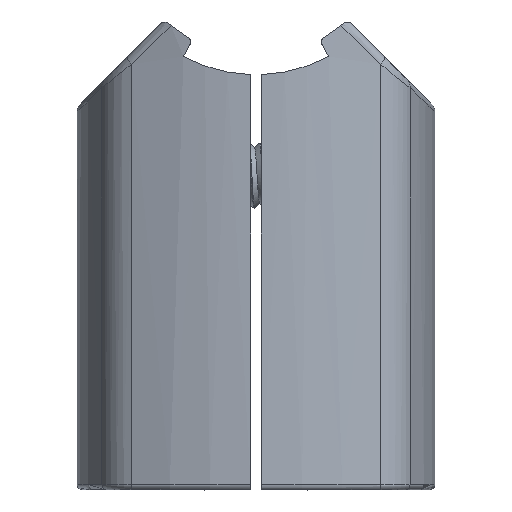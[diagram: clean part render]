
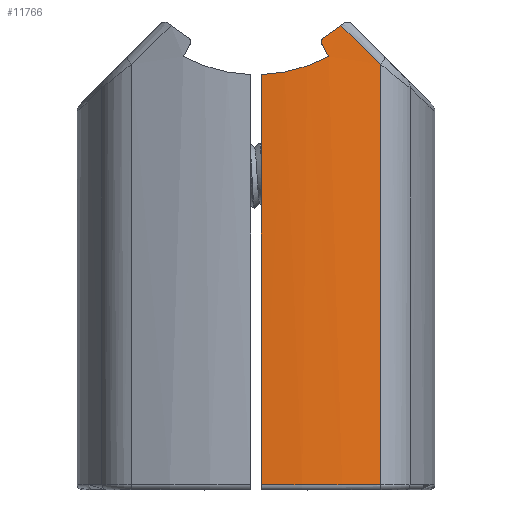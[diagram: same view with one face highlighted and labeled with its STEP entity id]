
A CAD part, front view. The second image highlights one B-rep face of the part: STEP entity #11766.
In plain terms, the highlighted cylindrical face has radius 30 mm (diameter 60 mm), a partial arc.
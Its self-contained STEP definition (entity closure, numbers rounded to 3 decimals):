
#439 = ORIENTED_EDGE ( 'NONE', *, *, #7554, .T. ) ;
#565 = VERTEX_POINT ( 'NONE', #25072 ) ;
#654 = CARTESIAN_POINT ( 'NONE',  ( 6.1, -34.373, 41.088 ) ) ;
#992 = VERTEX_POINT ( 'NONE', #3039 ) ;
#1101 = CARTESIAN_POINT ( 'NONE',  ( 5.723, -34.454, 39.493 ) ) ;
#1603 = CARTESIAN_POINT ( 'NONE',  ( 7.824, -33.962, 42.816 ) ) ;
#1678 = CARTESIAN_POINT ( 'NONE',  ( 7.662, -34.006, 42.685 ) ) ;
#1780 = CARTESIAN_POINT ( 'NONE',  ( 11.506, -32.706, 39.256 ) ) ;
#2195 = EDGE_LOOP ( 'NONE', ( #7123, #2380, #16920, #439, #25638, #19323, #6053, #18543 ) ) ;
#2232 = B_SPLINE_CURVE_WITH_KNOTS ( 'NONE', 3,
 ( #8072, #19656, #26411, #10556 ),
 .UNSPECIFIED., .F., .F.,
 ( 4, 4 ),
 ( 0., 1. ),
 .UNSPECIFIED. ) ;
#2348 = B_SPLINE_CURVE_WITH_KNOTS ( 'NONE', 3,
 ( #1780, #18422, #25478, #27483 ),
 .UNSPECIFIED., .F., .F.,
 ( 4, 4 ),
 ( 0., 1. ),
 .UNSPECIFIED. ) ;
#2380 = ORIENTED_EDGE ( 'NONE', *, *, #25085, .T. ) ;
#3039 = CARTESIAN_POINT ( 'NONE',  ( 0.5, -34.996, 38.309 ) ) ;
#3552 = CARTESIAN_POINT ( 'NONE',  ( 3.942, -34.741, 38.855 ) ) ;
#4134 = CARTESIAN_POINT ( 'NONE',  ( 7.824, -33.962, 42.816 ) ) ;
#4280 = CARTESIAN_POINT ( 'NONE',  ( 7.332, -34.092, 42.432 ) ) ;
#4864 = CARTESIAN_POINT ( 'NONE',  ( 6.694, -34.244, 39.977 ) ) ;
#5170 = FACE_OUTER_BOUND ( 'NONE', #2195, .T. ) ;
#5185 = VERTEX_POINT ( 'NONE', #4864 ) ;
#5935 = DIRECTION ( 'NONE',  ( 0., 0., 1. ) ) ;
#6053 = ORIENTED_EDGE ( 'NONE', *, *, #21101, .F. ) ;
#6296 = CARTESIAN_POINT ( 'NONE',  ( 6.214, -34.353, 39.72 ) ) ;
#7123 = ORIENTED_EDGE ( 'NONE', *, *, #24804, .T. ) ;
#7420 = DIRECTION ( 'NONE',  ( 0.384, -0.924, 0. ) ) ;
#7554 = EDGE_CURVE ( 'NONE', #5185, #992, #23059, .T. ) ;
#7703 = VECTOR ( 'NONE', #14801, 1000. ) ;
#8072 = CARTESIAN_POINT ( 'NONE',  ( 6.1, -34.373, 41.088 ) ) ;
#8480 = B_SPLINE_CURVE_WITH_KNOTS ( 'NONE', 3,
 ( #4134, #1678, #4280, #10930, #27082, #20325 ),
 .UNSPECIFIED., .F., .F.,
 ( 4, 1, 1, 4 ),
 ( 0., 0.333, 0.667, 1. ),
 .UNSPECIFIED. ) ;
#8931 = CARTESIAN_POINT ( 'NONE',  ( 0.5, -34.996, 38.309 ) ) ;
#9899 = DIRECTION ( 'NONE',  ( 0., 0., -1. ) ) ;
#9981 = CYLINDRICAL_SURFACE ( 'NONE', #29795, 30. ) ;
#10347 = CARTESIAN_POINT ( 'NONE',  ( 6.289, -34.333, 41.755 ) ) ;
#10497 = CARTESIAN_POINT ( 'NONE',  ( 4.202, -34.705, 38.933 ) ) ;
#10556 = CARTESIAN_POINT ( 'NONE',  ( 6.694, -34.244, 39.977 ) ) ;
#10563 = VECTOR ( 'NONE', #17915, 1000. ) ;
#10930 = CARTESIAN_POINT ( 'NONE',  ( 6.819, -34.216, 42.077 ) ) ;
#11469 = CARTESIAN_POINT ( 'NONE',  ( 6.1, -34.373, 41.088 ) ) ;
#11766 = ADVANCED_FACE ( 'NONE', ( #5170 ), #9981, .T. ) ;
#11806 = VERTEX_POINT ( 'NONE', #15491 ) ;
#13600 = B_SPLINE_CURVE_WITH_KNOTS ( 'NONE', 3,
 ( #10347, #24367, #18721, #25646, #28082, #654 ),
 .UNSPECIFIED., .F., .F.,
 ( 4, 2, 4 ),
 ( 0., 0.5, 1. ),
 .UNSPECIFIED. ) ;
#14518 = EDGE_CURVE ( 'NONE', #565, #992, #27743, .T. ) ;
#14801 = DIRECTION ( 'NONE',  ( 0., 0., -1. ) ) ;
#14892 = EDGE_CURVE ( 'NONE', #24499, #565, #28729, .T. ) ;
#15491 = CARTESIAN_POINT ( 'NONE',  ( 11.506, -32.706, 39.256 ) ) ;
#15713 = CARTESIAN_POINT ( 'NONE',  ( 4.969, -34.587, 39.195 ) ) ;
#15912 = CARTESIAN_POINT ( 'NONE',  ( 0.5, -34.996, 0.5 ) ) ;
#15937 = VERTEX_POINT ( 'NONE', #17503 ) ;
#16920 = ORIENTED_EDGE ( 'NONE', *, *, #25247, .T. ) ;
#17503 = CARTESIAN_POINT ( 'NONE',  ( 6.289, -34.333, 41.755 ) ) ;
#17645 = CARTESIAN_POINT ( 'NONE',  ( 0., -5., 0. ) ) ;
#17915 = DIRECTION ( 'NONE',  ( 0., 0., 1. ) ) ;
#18422 = CARTESIAN_POINT ( 'NONE',  ( 10.383, -33.172, 40.341 ) ) ;
#18543 = ORIENTED_EDGE ( 'NONE', *, *, #22335, .T. ) ;
#18721 = CARTESIAN_POINT ( 'NONE',  ( 6.095, -34.374, 41.583 ) ) ;
#19323 = ORIENTED_EDGE ( 'NONE', *, *, #14892, .F. ) ;
#19656 = CARTESIAN_POINT ( 'NONE',  ( 6.298, -34.332, 40.717 ) ) ;
#20035 = CARTESIAN_POINT ( 'NONE',  ( 2.639, -34.902, 38.506 ) ) ;
#20325 = CARTESIAN_POINT ( 'NONE',  ( 6.289, -34.333, 41.755 ) ) ;
#21101 = EDGE_CURVE ( 'NONE', #11806, #24499, #26783, .T. ) ;
#21760 = CARTESIAN_POINT ( 'NONE',  ( 11.506, -32.706, 0.5 ) ) ;
#21874 = AXIS2_PLACEMENT_3D ( 'NONE', #21892, #9899, #7420 ) ;
#21892 = CARTESIAN_POINT ( 'NONE',  ( 0., -5., 0.5 ) ) ;
#22335 = EDGE_CURVE ( 'NONE', #11806, #27516, #2348, .T. ) ;
#22822 = CARTESIAN_POINT ( 'NONE',  ( 4.716, -34.628, 39.103 ) ) ;
#23059 = B_SPLINE_CURVE_WITH_KNOTS ( 'NONE', 3,
 ( #27404, #6296, #1101, #15713, #22822, #10497, #3552, #20035, #27565, #8931 ),
 .UNSPECIFIED., .F., .F.,
 ( 4, 2, 2, 2, 4 ),
 ( 0., 0.25, 0.375, 0.5, 1. ),
 .UNSPECIFIED. ) ;
#24337 = VERTEX_POINT ( 'NONE', #11469 ) ;
#24367 = CARTESIAN_POINT ( 'NONE',  ( 6.177, -34.357, 41.69 ) ) ;
#24499 = VERTEX_POINT ( 'NONE', #21760 ) ;
#24804 = EDGE_CURVE ( 'NONE', #27516, #15937, #8480, .T. ) ;
#25072 = CARTESIAN_POINT ( 'NONE',  ( 0.5, -34.996, 0.5 ) ) ;
#25085 = EDGE_CURVE ( 'NONE', #15937, #24337, #13600, .T. ) ;
#25247 = EDGE_CURVE ( 'NONE', #24337, #5185, #2232, .T. ) ;
#25478 = CARTESIAN_POINT ( 'NONE',  ( 9.156, -33.602, 41.528 ) ) ;
#25638 = ORIENTED_EDGE ( 'NONE', *, *, #14518, .F. ) ;
#25646 = CARTESIAN_POINT ( 'NONE',  ( 6.025, -34.389, 41.333 ) ) ;
#26411 = CARTESIAN_POINT ( 'NONE',  ( 6.496, -34.289, 40.347 ) ) ;
#26783 = LINE ( 'NONE', #26930, #7703 ) ;
#26877 = DIRECTION ( 'NONE',  ( 1., 0., 0. ) ) ;
#26930 = CARTESIAN_POINT ( 'NONE',  ( 11.506, -32.706, 39.256 ) ) ;
#27082 = CARTESIAN_POINT ( 'NONE',  ( 6.467, -34.295, 41.859 ) ) ;
#27404 = CARTESIAN_POINT ( 'NONE',  ( 6.694, -34.244, 39.977 ) ) ;
#27483 = CARTESIAN_POINT ( 'NONE',  ( 7.824, -33.962, 42.816 ) ) ;
#27516 = VERTEX_POINT ( 'NONE', #1603 ) ;
#27565 = CARTESIAN_POINT ( 'NONE',  ( 1.577, -34.978, 38.347 ) ) ;
#27743 = LINE ( 'NONE', #15912, #10563 ) ;
#28082 = CARTESIAN_POINT ( 'NONE',  ( 6.04, -34.386, 41.2 ) ) ;
#28729 = CIRCLE ( 'NONE', #21874, 30. ) ;
#29795 = AXIS2_PLACEMENT_3D ( 'NONE', #17645, #5935, #26877 ) ;
